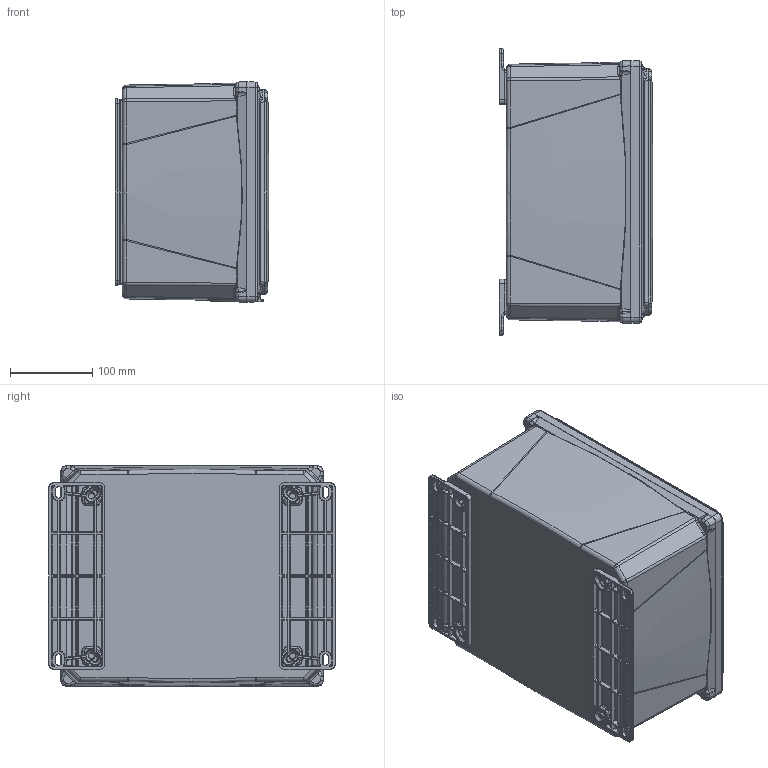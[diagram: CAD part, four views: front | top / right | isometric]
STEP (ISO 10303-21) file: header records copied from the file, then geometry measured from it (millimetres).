
FILE_DESCRIPTION((''),'2;1');
FILE_NAME('H12106SCF_ASM','2016-12-09T',('tstokes'),(''),'CREO PARAMETRIC BY PTC INC, 2016050','CREO PARAMETRIC BY PTC INC, 2016050','');
FILE_SCHEMA(('CONFIG_CONTROL_DESIGN'));
Length unit declared in the file: inch
Products named in the file (5): 1210600; 1210640; 12X10_BACKPANEL; 10INCH-MOUNTING-FLANGE; H12106SCF_ASM
Assembly tree (5 placements, depth 2):
  H12106SCF_ASM
    1210600
    1210640
    12X10_BACKPANEL
    10INCH-MOUNTING-FLANGE  x2
Bounding box: 186.69 x 347.73 x 267.61 mm (x, y, z)
Volume: 1704794.7 mm3; surface area: 964197.7 mm2
Topology: 5 solids, 5 shells, 2960 faces, 6700 edges, 3838 vertices
Faces by surface type: cylinder 1132, bspline 710, plane 602, sphere 236, cone 172, torus 108
Entity records: 85939 total; most frequent: CARTESIAN_POINT 40452, ORIENTED_EDGE 10038, DIRECTION 8605, EDGE_CURVE 5019, AXIS2_PLACEMENT_3D 3314, VERTEX_POINT 2876, EDGE_LOOP 2307, FACE_OUTER_BOUND 2217
